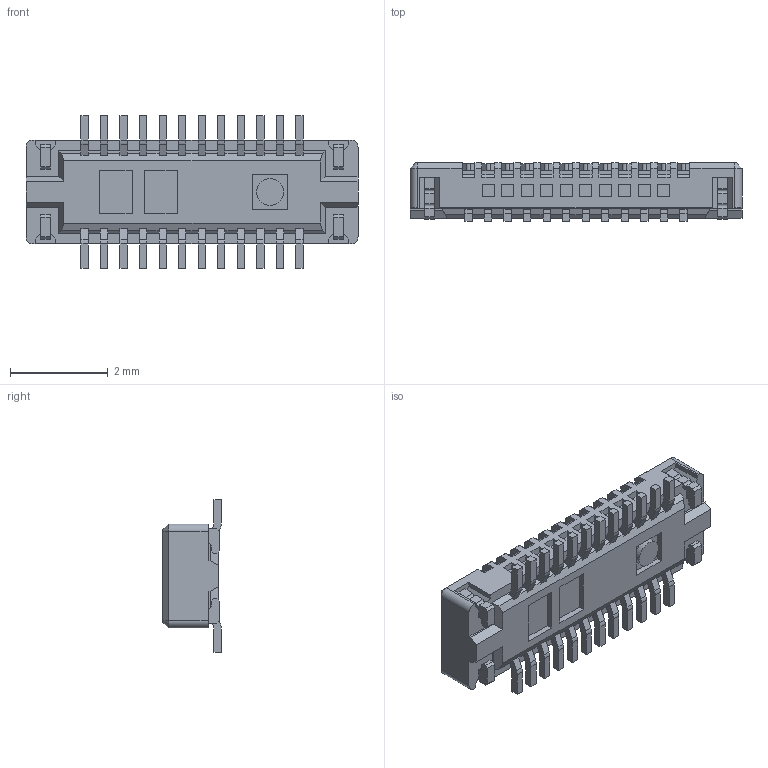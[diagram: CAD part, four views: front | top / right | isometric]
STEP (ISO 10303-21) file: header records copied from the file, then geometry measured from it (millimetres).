
FILE_DESCRIPTION((''),'2;1');
FILE_NAME('559092474','2019-05-22T',('gga'),(''),'PRO/ENGINEER BY PARAMETRIC TECHNOLOGY CORPORATION, 2016010','PRO/ENGINEER BY PARAMETRIC TECHNOLOGY CORPORATION, 2016010','');
FILE_SCHEMA(('CONFIG_CONTROL_DESIGN'));
Length unit declared in the file: millimetre
Products named in the file (1): 559092474
Bounding box: 6.8 x 1.2 x 3.13 mm (x, y, z)
Volume: 9.4 mm3; surface area: 80.8 mm2
Topology: 1 solids, 1 shells, 838 faces, 2509 edges, 1698 vertices
Faces by surface type: plane 688, cylinder 146, cone 4
Entity records: 27788 total; most frequent: CARTESIAN_POINT 4964, ORIENTED_EDGE 4792, DIRECTION 4495, EDGE_CURVE 2396, VECTOR 2193, LINE 2193, VERTEX_POINT 1584, AXIS2_PLACEMENT_3D 1151
